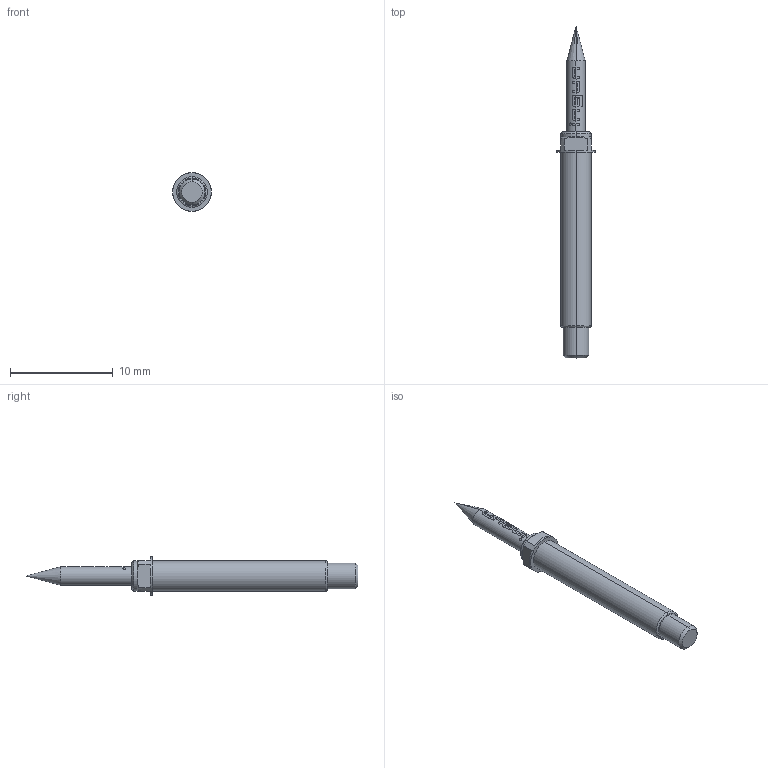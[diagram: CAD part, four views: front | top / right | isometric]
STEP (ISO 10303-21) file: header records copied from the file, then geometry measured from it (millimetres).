
FILE_DESCRIPTION (( 'STEP AP203' ), '1' );
FILE_NAME ('INGUN_GKS-103_201_180_A_xx02_M.STEP', '2021-12-14T13:55:26', ( 'ochi' ), ( '' ), 'SwSTEP 2.0', 'SolidWorks 2018', '' );
FILE_SCHEMA (( 'CONFIG_CONTROL_DESIGN' ));
Length unit declared in the file: millimetre
Products named in the file (1): INGUN_GKS-103_201_180_A_xx02_M
Bounding box: 3.75 x 32.3 x 3.75 mm (x, y, z)
Volume: 171.9 mm3; surface area: 270.5 mm2
Topology: 1 solids, 1 shells, 113 faces, 314 edges, 205 vertices
Faces by surface type: bspline 37, plane 37, cylinder 29, cone 8, torus 2
Entity records: 4865 total; most frequent: CARTESIAN_POINT 2436, ORIENTED_EDGE 624, EDGE_CURVE 312, DIRECTION 274, B_SPLINE_CURVE_WITH_KNOTS 228, VERTEX_POINT 205, EDGE_LOOP 117, ADVANCED_FACE 113
